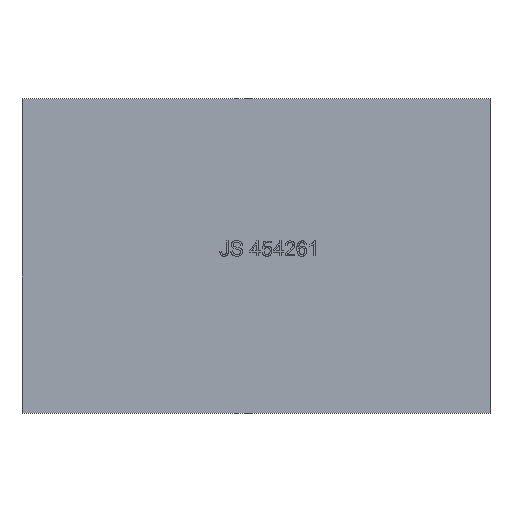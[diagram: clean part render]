
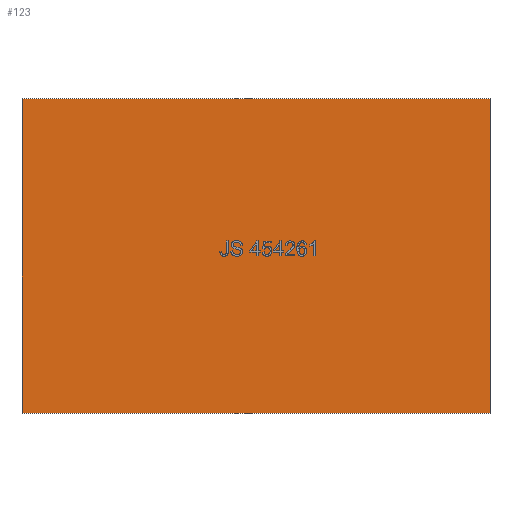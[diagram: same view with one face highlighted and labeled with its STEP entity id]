
A CAD part, top view. The second image highlights one B-rep face of the part: STEP entity #123.
In plain terms, the highlighted free-form (B-spline) face has degree [1, 1] with [2, 2] control points.
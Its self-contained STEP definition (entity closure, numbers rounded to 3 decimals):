
#123=ADVANCED_FACE('',(#214),#2957,.T.);
#214=FACE_OUTER_BOUND('',#305,.T.);
#305=EDGE_LOOP('',(#417,#418,#419,#420));
#417=ORIENTED_EDGE('',*,*,#1932,.F.);
#418=ORIENTED_EDGE('',*,*,#1936,.F.);
#419=ORIENTED_EDGE('',*,*,#1939,.F.);
#420=ORIENTED_EDGE('',*,*,#1941,.F.);
#837=PCURVE('',#2952,#1275);
#841=PCURVE('',#2953,#1279);
#845=PCURVE('',#2954,#1283);
#849=PCURVE('',#2955,#1287);
#855=PCURVE('',#2957,#1293);
#856=PCURVE('',#2957,#1294);
#857=PCURVE('',#2957,#1295);
#858=PCURVE('',#2957,#1296);
#1275=DEFINITIONAL_REPRESENTATION('',(#2154),#6070);
#1279=DEFINITIONAL_REPRESENTATION('',(#2162),#6070);
#1283=DEFINITIONAL_REPRESENTATION('',(#2169),#6070);
#1287=DEFINITIONAL_REPRESENTATION('',(#2175),#6070);
#1293=DEFINITIONAL_REPRESENTATION('',(#2181),#6070);
#1294=DEFINITIONAL_REPRESENTATION('',(#2182),#6070);
#1295=DEFINITIONAL_REPRESENTATION('',(#2183),#6070);
#1296=DEFINITIONAL_REPRESENTATION('',(#2184),#6070);
#1713=SURFACE_CURVE('',#2153,(#837,#855),.PCURVE_S1.);
#1717=SURFACE_CURVE('',#2161,(#841,#856),.PCURVE_S1.);
#1720=SURFACE_CURVE('',#2168,(#845,#857),.PCURVE_S1.);
#1722=SURFACE_CURVE('',#2174,(#849,#858),.PCURVE_S1.);
#1932=EDGE_CURVE('',#2808,#2809,#1713,.T.);
#1936=EDGE_CURVE('',#2811,#2808,#1717,.T.);
#1939=EDGE_CURVE('',#2813,#2811,#1720,.T.);
#1941=EDGE_CURVE('',#2809,#2813,#1722,.T.);
#2153=B_SPLINE_CURVE_WITH_KNOTS('',1,(#3109,#3110),.UNSPECIFIED.,.F.,.F.,
(2,2),(-62.5,0.),.UNSPECIFIED.);
#2154=B_SPLINE_CURVE_WITH_KNOTS('',1,(#3111,#3112),.UNSPECIFIED.,.F.,.F.,
(2,2),(-62.5,0.),.UNSPECIFIED.);
#2161=B_SPLINE_CURVE_WITH_KNOTS('',1,(#3125,#3126),.UNSPECIFIED.,.F.,.F.,
(2,2),(-104.5,-62.5),.UNSPECIFIED.);
#2162=B_SPLINE_CURVE_WITH_KNOTS('',1,(#3127,#3128),.UNSPECIFIED.,.F.,.F.,
(2,2),(-104.5,-62.5),.UNSPECIFIED.);
#2168=B_SPLINE_CURVE_WITH_KNOTS('',1,(#3139,#3140),.UNSPECIFIED.,.F.,.F.,
(2,2),(-167.,-104.5),.UNSPECIFIED.);
#2169=B_SPLINE_CURVE_WITH_KNOTS('',1,(#3141,#3142),.UNSPECIFIED.,.F.,.F.,
(2,2),(-167.,-104.5),.UNSPECIFIED.);
#2174=B_SPLINE_CURVE_WITH_KNOTS('',1,(#3151,#3152),.UNSPECIFIED.,.F.,.F.,
(2,2),(-209.,-167.),.UNSPECIFIED.);
#2175=B_SPLINE_CURVE_WITH_KNOTS('',1,(#3153,#3154),.UNSPECIFIED.,.F.,.F.,
(2,2),(-209.,-167.),.UNSPECIFIED.);
#2181=B_SPLINE_CURVE_WITH_KNOTS('',1,(#3165,#3166),.UNSPECIFIED.,.F.,.F.,
(2,2),(-62.5,0.),.UNSPECIFIED.);
#2182=B_SPLINE_CURVE_WITH_KNOTS('',1,(#3167,#3168),.UNSPECIFIED.,.F.,.F.,
(2,2),(-104.5,-62.5),.UNSPECIFIED.);
#2183=B_SPLINE_CURVE_WITH_KNOTS('',1,(#3169,#3170),.UNSPECIFIED.,.F.,.F.,
(2,2),(-167.,-104.5),.UNSPECIFIED.);
#2184=B_SPLINE_CURVE_WITH_KNOTS('',1,(#3171,#3172),.UNSPECIFIED.,.F.,.F.,
(2,2),(-209.,-167.),.UNSPECIFIED.);
#2808=VERTEX_POINT('',#3095);
#2809=VERTEX_POINT('',#3096);
#2811=VERTEX_POINT('',#3098);
#2813=VERTEX_POINT('',#3100);
#2952=B_SPLINE_SURFACE_WITH_KNOTS('',1,1,((#3069,#3070),(#3071,#3072)),
 .UNSPECIFIED.,.F.,.F.,.F.,(2,2),(2,2),(0.,62.5),(0.,5.),.UNSPECIFIED.);
#2953=B_SPLINE_SURFACE_WITH_KNOTS('',1,1,((#3073,#3074),(#3075,#3076)),
 .UNSPECIFIED.,.F.,.F.,.F.,(2,2),(2,2),(62.5,104.5),(0.,5.),
 .UNSPECIFIED.);
#2954=B_SPLINE_SURFACE_WITH_KNOTS('',1,1,((#3077,#3078),(#3079,#3080)),
 .UNSPECIFIED.,.F.,.F.,.F.,(2,2),(2,2),(104.5,167.),(0.,5.),
 .UNSPECIFIED.);
#2955=B_SPLINE_SURFACE_WITH_KNOTS('',1,1,((#3081,#3082),(#3083,#3084)),
 .UNSPECIFIED.,.F.,.F.,.F.,(2,2),(2,2),(167.,209.),(0.,5.),
 .UNSPECIFIED.);
#2957=B_SPLINE_SURFACE_WITH_KNOTS('',1,1,((#3089,#3090),(#3091,#3092)),
 .UNSPECIFIED.,.F.,.F.,.F.,(2,2),(2,2),(0.,62.5),(0.,42.),.UNSPECIFIED.);
#3069=CARTESIAN_POINT('',(0.,0.,0.));
#3070=CARTESIAN_POINT('',(0.,0.,5.));
#3071=CARTESIAN_POINT('',(62.5,0.,0.));
#3072=CARTESIAN_POINT('',(62.5,0.,5.));
#3073=CARTESIAN_POINT('',(62.5,0.,0.));
#3074=CARTESIAN_POINT('',(62.5,0.,5.));
#3075=CARTESIAN_POINT('',(62.5,42.,0.));
#3076=CARTESIAN_POINT('',(62.5,42.,5.));
#3077=CARTESIAN_POINT('',(62.5,42.,0.));
#3078=CARTESIAN_POINT('',(62.5,42.,5.));
#3079=CARTESIAN_POINT('',(0.,42.,0.));
#3080=CARTESIAN_POINT('',(0.,42.,5.));
#3081=CARTESIAN_POINT('',(0.,42.,0.));
#3082=CARTESIAN_POINT('',(0.,42.,5.));
#3083=CARTESIAN_POINT('',(0.,0.,0.));
#3084=CARTESIAN_POINT('',(0.,0.,5.));
#3089=CARTESIAN_POINT('',(0.,0.,5.));
#3090=CARTESIAN_POINT('',(0.,42.,5.));
#3091=CARTESIAN_POINT('',(62.5,0.,5.));
#3092=CARTESIAN_POINT('',(62.5,42.,5.));
#3095=CARTESIAN_POINT('',(62.5,0.,5.));
#3096=CARTESIAN_POINT('',(0.,0.,5.));
#3098=CARTESIAN_POINT('',(62.5,42.,5.));
#3100=CARTESIAN_POINT('',(0.,42.,5.));
#3109=CARTESIAN_POINT('',(62.5,0.,5.));
#3110=CARTESIAN_POINT('',(0.,0.,5.));
#3111=CARTESIAN_POINT('',(62.5,5.));
#3112=CARTESIAN_POINT('',(0.,5.));
#3125=CARTESIAN_POINT('',(62.5,42.,5.));
#3126=CARTESIAN_POINT('',(62.5,0.,5.));
#3127=CARTESIAN_POINT('',(104.5,5.));
#3128=CARTESIAN_POINT('',(62.5,5.));
#3139=CARTESIAN_POINT('',(0.,42.,5.));
#3140=CARTESIAN_POINT('',(62.5,42.,5.));
#3141=CARTESIAN_POINT('',(167.,5.));
#3142=CARTESIAN_POINT('',(104.5,5.));
#3151=CARTESIAN_POINT('',(0.,0.,5.));
#3152=CARTESIAN_POINT('',(0.,42.,5.));
#3153=CARTESIAN_POINT('',(209.,5.));
#3154=CARTESIAN_POINT('',(167.,5.));
#3165=CARTESIAN_POINT('',(62.5,0.));
#3166=CARTESIAN_POINT('',(0.,0.));
#3167=CARTESIAN_POINT('',(62.5,42.));
#3168=CARTESIAN_POINT('',(62.5,0.));
#3169=CARTESIAN_POINT('',(0.,42.));
#3170=CARTESIAN_POINT('',(62.5,42.));
#3171=CARTESIAN_POINT('',(0.,0.));
#3172=CARTESIAN_POINT('',(0.,42.));
#6070=(
GEOMETRIC_REPRESENTATION_CONTEXT(2)
PARAMETRIC_REPRESENTATION_CONTEXT()
REPRESENTATION_CONTEXT('pspace','')
);
